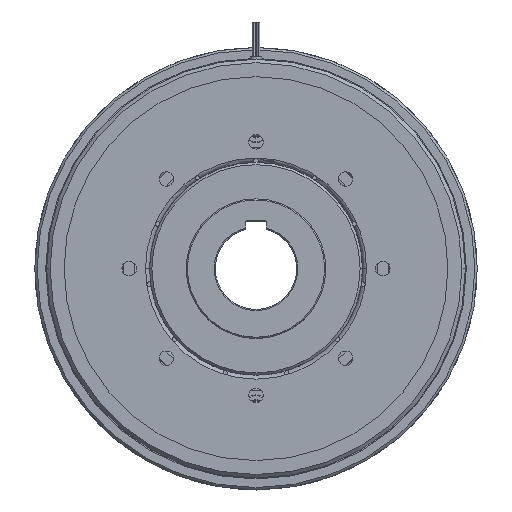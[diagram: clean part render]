
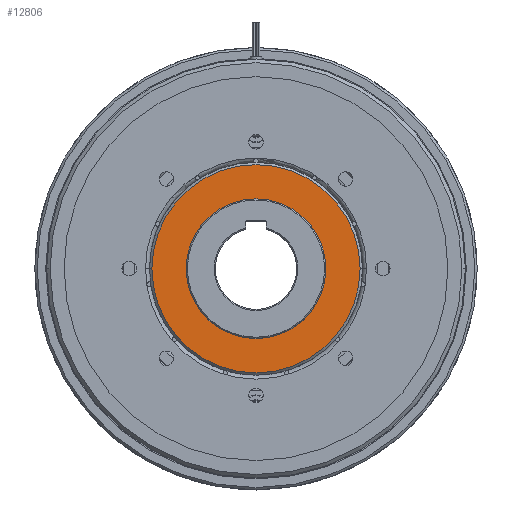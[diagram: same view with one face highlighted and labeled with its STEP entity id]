
A CAD part, top view. The second image highlights one B-rep face of the part: STEP entity #12806.
In plain terms, the highlighted planar face has unit normal (0, 0, 1).
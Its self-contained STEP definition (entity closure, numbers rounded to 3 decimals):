
#11902 = EDGE_CURVE ( 'NONE', #11904, #11906, #26099, .T. ) ;
#11904 = VERTEX_POINT ( 'NONE', #26208 ) ;
#11906 = VERTEX_POINT ( 'NONE', #26203 ) ;
#11986 = EDGE_CURVE ( 'NONE', #11987, #11989, #26442, .T. ) ;
#11987 = VERTEX_POINT ( 'NONE', #26424 ) ;
#11989 = VERTEX_POINT ( 'NONE', #26406 ) ;
#12795 = EDGE_CURVE ( 'NONE', #11906, #11904, #29012, .T. ) ;
#12806 = ADVANCED_FACE ( 'NONE', ( #29053, #29052 ), #29051, .T. ) ;
#12807 = EDGE_LOOP ( 'NONE', ( #12859, #12861 ) ) ;
#12859 = ORIENTED_EDGE ( 'NONE', *, *, #12860, .T. ) ;
#12860 = EDGE_CURVE ( 'NONE', #11989, #11987, #29135, .T. ) ;
#12861 = ORIENTED_EDGE ( 'NONE', *, *, #11986, .T. ) ;
#12862 = EDGE_LOOP ( 'NONE', ( #12863, #12864 ) ) ;
#12863 = ORIENTED_EDGE ( 'NONE', *, *, #12795, .T. ) ;
#12864 = ORIENTED_EDGE ( 'NONE', *, *, #11902, .T. ) ;
#26093 = DIRECTION ( 'NONE',  ( 1., 0., 0. ) ) ;
#26094 = DIRECTION ( 'NONE',  ( 0., 0., -1. ) ) ;
#26096 = CARTESIAN_POINT ( 'NONE',  ( 0., 0., -33.3 ) ) ;
#26098 = AXIS2_PLACEMENT_3D ( 'NONE', #26096, #26094, #26093 ) ;
#26099 = CIRCLE ( 'NONE', #26098, 60. ) ;
#26203 = CARTESIAN_POINT ( 'NONE',  ( 60., 0., -33.3 ) ) ;
#26208 = CARTESIAN_POINT ( 'NONE',  ( -60., 0., -33.3 ) ) ;
#26406 = CARTESIAN_POINT ( 'NONE',  ( -89.5, 0., -33.3 ) ) ;
#26424 = CARTESIAN_POINT ( 'NONE',  ( 89.5, 0., -33.3 ) ) ;
#26426 = DIRECTION ( 'NONE',  ( 1., 0., 0. ) ) ;
#26428 = DIRECTION ( 'NONE',  ( 0., 0., 1. ) ) ;
#26430 = CARTESIAN_POINT ( 'NONE',  ( 0., 0., -33.3 ) ) ;
#26431 = AXIS2_PLACEMENT_3D ( 'NONE', #26430, #26428, #26426 ) ;
#26442 = CIRCLE ( 'NONE', #26431, 89.5 ) ;
#29003 = DIRECTION ( 'NONE',  ( 1., 0., 0. ) ) ;
#29004 = DIRECTION ( 'NONE',  ( 0., 0., -1. ) ) ;
#29005 = CARTESIAN_POINT ( 'NONE',  ( 0., 0., -33.3 ) ) ;
#29006 = AXIS2_PLACEMENT_3D ( 'NONE', #29005, #29004, #29003 ) ;
#29012 = CIRCLE ( 'NONE', #29006, 60. ) ;
#29046 = DIRECTION ( 'NONE',  ( 1., 0., 0. ) ) ;
#29047 = DIRECTION ( 'NONE',  ( 0., 0., 1. ) ) ;
#29048 = CARTESIAN_POINT ( 'NONE',  ( 0., 0., -33.3 ) ) ;
#29050 = AXIS2_PLACEMENT_3D ( 'NONE', #29048, #29047, #29046 ) ;
#29051 = PLANE ( 'NONE',  #29050 ) ;
#29052 = FACE_BOUND ( 'NONE', #12862, .T. ) ;
#29053 = FACE_OUTER_BOUND ( 'NONE', #12807, .T. ) ;
#29131 = DIRECTION ( 'NONE',  ( 1., 0., 0. ) ) ;
#29132 = DIRECTION ( 'NONE',  ( 0., 0., 1. ) ) ;
#29133 = CARTESIAN_POINT ( 'NONE',  ( 0., 0., -33.3 ) ) ;
#29134 = AXIS2_PLACEMENT_3D ( 'NONE', #29133, #29132, #29131 ) ;
#29135 = CIRCLE ( 'NONE', #29134, 89.5 ) ;
